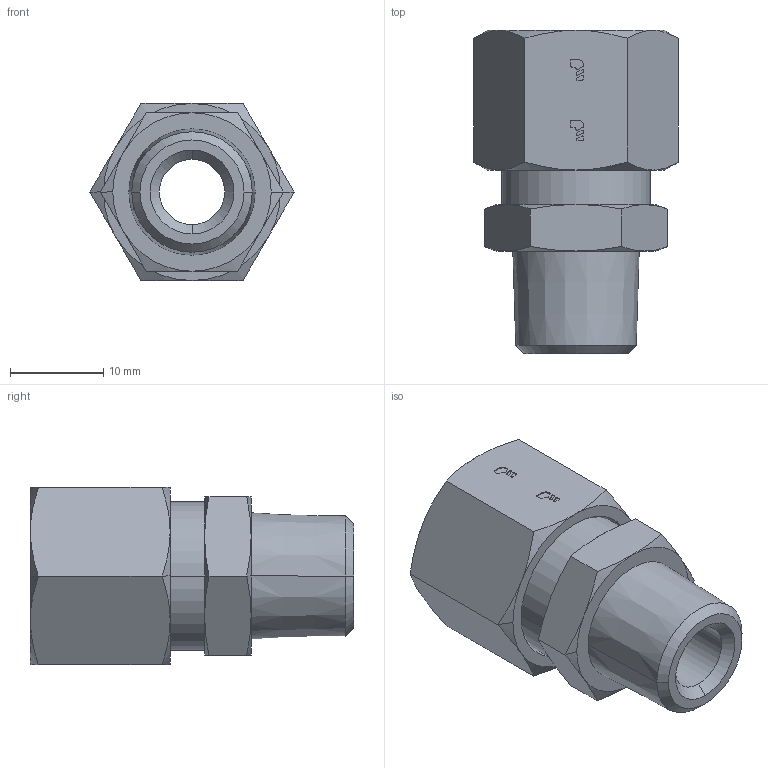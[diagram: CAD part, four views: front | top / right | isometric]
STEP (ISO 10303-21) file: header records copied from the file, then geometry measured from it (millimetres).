
FILE_DESCRIPTION(('STEP AP214'),'1');
FILE_NAME('1805_10_13.stp','2016-07-07T14:24:35',('TraceParts'),('TraceParts S.A.'),'Spatial InterOp 3D',' ',' ');
FILE_SCHEMA(('automotive_design'));
Length unit declared in the file: millimetre
Products named in the file (3): 1805-10-13_asm|1805-10-13U:1#1805-10-13U;1805-10-13U; 1805-10-13_asm|1824-10-00:1#1824-10-00;1824-10-00; 1805-10-13_asm|1810-10-00:1#1810-10-00;1810-10-00
Bounding box: 21.94 x 34.69 x 19 mm (x, y, z)
Volume: 6194.8 mm3; surface area: 4949.5 mm2
Topology: 3 solids, 3 shells, 277 faces, 710 edges, 454 vertices
Faces by surface type: plane 163, cone 58, cylinder 50, torus 6
Entity records: 10566 total; most frequent: CARTESIAN_POINT 1540, ORIENTED_EDGE 1420, DIRECTION 1398, EDGE_CURVE 710, LINE 486, VECTOR 486, AXIS2_PLACEMENT_3D 456, VERTEX_POINT 454
